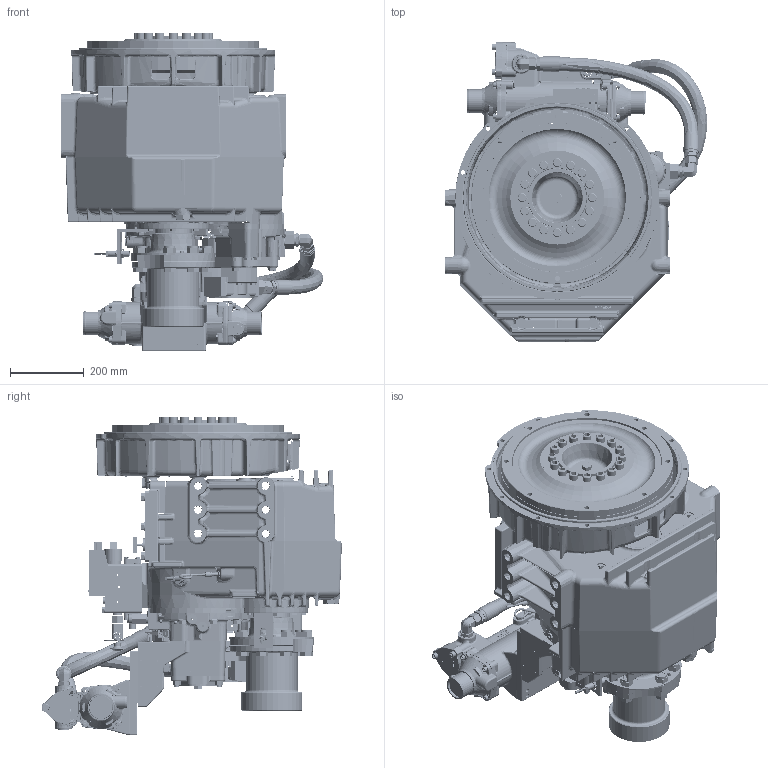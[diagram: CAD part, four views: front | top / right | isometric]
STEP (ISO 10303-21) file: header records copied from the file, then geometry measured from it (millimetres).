
FILE_DESCRIPTION (( 'STEP AP214' ), '1' );
FILE_NAME ('1027608D.STEP', '2015-12-17T11:10:32', ( '' ), ( '' ), 'SwSTEP 2.0', 'SolidWorks 2010', '' );
FILE_SCHEMA (( 'AUTOMOTIVE_DESIGN' ));
Length unit declared in the file: millimetre
Products named in the file (1): 1027608D
Bounding box: 711.79 x 812.97 x 862.91 mm (x, y, z)
Surface area: 4862084.7 mm2 (no closed solid volume)
Topology: 0 solids, 639 shells, 6690 faces, 26102 edges, 19213 vertices
Faces by surface type: plane 2061, cylinder 1970, bspline 1422, cone 549, torus 516, sphere 172
Entity records: 456474 total; most frequent: CARTESIAN_POINT 184284, ORIENTED_EDGE 38259, DIRECTION 37997, EDGE_CURVE 25910, VERTEX_POINT 19189, AXIS2_PLACEMENT_3D 14217, VECTOR 9563, LINE 9563
